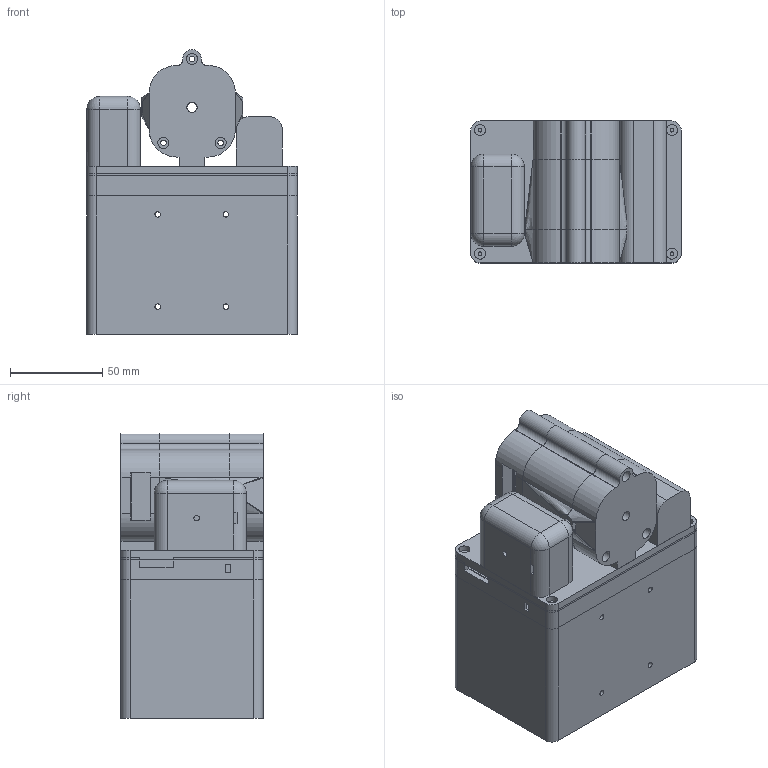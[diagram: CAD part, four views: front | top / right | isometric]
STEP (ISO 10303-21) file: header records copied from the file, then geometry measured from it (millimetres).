
FILE_DESCRIPTION((' '),'2;1');
FILE_NAME('GaussGun.stp.step','2014-03-09T15:16:27',(' '),(' '),' ','ACIS',' ');
FILE_SCHEMA(('CONFIG_CONTROL_DESIGN'));
Length unit declared in the file: millimetre
Products named in the file (11): GaussGun.stp.step; GaussGun.stp_ForBodies; Cover; Coil; Optotrigger; SCRmodule; Chargermodule; Coilbobbin; CoilEndplate; WiringBay; Voltage indicator
Assembly tree (10 placements, depth 2):
  GaussGun.stp.step
    GaussGun.stp_ForBodies
    Cover
    Coil
    Optotrigger
    SCRmodule
    Chargermodule
    Coilbobbin
    CoilEndplate
    WiringBay
    Voltage indicator
Bounding box: 114 x 77 x 154.28 mm (x, y, z)
Volume: 369974.3 mm3; surface area: 193774.4 mm2
Topology: 10 solids, 10 shells, 340 faces, 923 edges, 616 vertices
Faces by surface type: plane 191, cylinder 131, bspline 14, sphere 4
Full cylindrical faces by diameter (mm): 2 x12, 3 x33, 4 x5, 5.5 x2, 5.557 x1, 6 x10, 9 x2, 10 x1, 40 x2, 41 x1
Entity records: 12493 total; most frequent: CARTESIAN_POINT 2438, DIRECTION 1772, ORIENTED_EDGE 1642, EDGE_CURVE 821, AXIS2_PLACEMENT_3D 618, VERTEX_POINT 583, EDGE_LOOP 538, VECTOR 536
